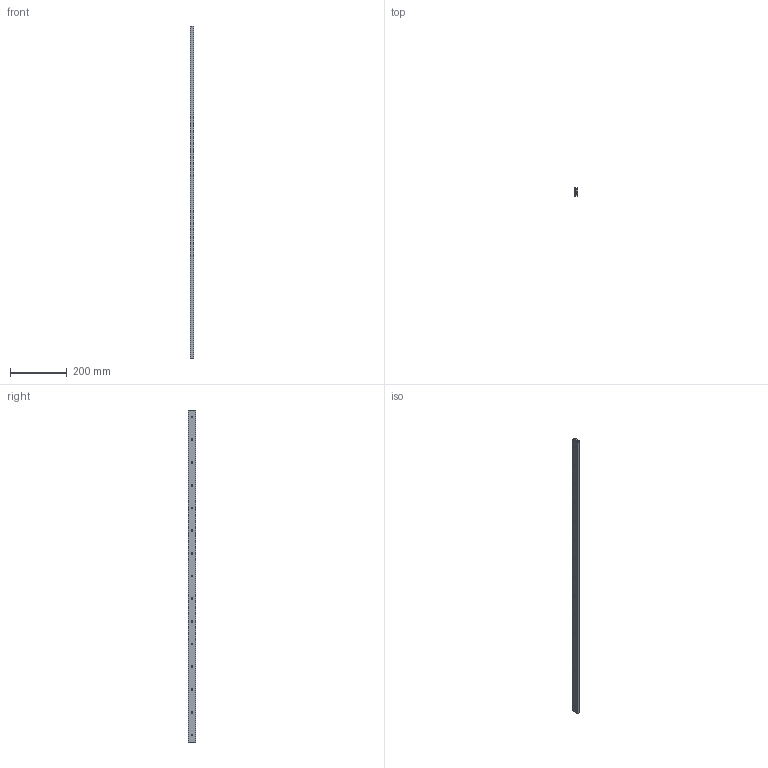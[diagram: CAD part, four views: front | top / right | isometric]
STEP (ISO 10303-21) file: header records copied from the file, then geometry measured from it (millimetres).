
FILE_DESCRIPTION (( 'STEP AP214' ), '1' );
FILE_NAME ('FR 5328_1170mm_46inch_closed.STEP', '2022-10-17T12:13:25', ( '' ), ( '' ), 'SwSTEP 2.0', 'SolidWorks 2020', '' );
FILE_SCHEMA (( 'AUTOMOTIVE_DESIGN' ));
Length unit declared in the file: millimetre
Products named in the file (5): 5328.XXX-01.T091_NL 1170; FR 5328_1170mm_46inch_closed; 5328.XXX-03.T091_NL 1170
Assembly tree (4 placements, depth 3):
  FR 5328_1170mm_46inch_closed
    5328.XXX-01.T091_NL 1170
      5328.XXX-01.T091_NL 1170
    5328.XXX-03.T091_NL 1170
      5328.XXX-03.T091_NL 1170
Bounding box: 13 x 28 x 1170 mm (x, y, z)
Volume: 300768.5 mm3; surface area: 163933.7 mm2
Topology: 2 solids, 2 shells, 170 faces, 438 edges, 272 vertices
Faces by surface type: cylinder 88, cone 60, plane 22
Entity records: 5830 total; most frequent: DIRECTION 1032, CARTESIAN_POINT 889, ORIENTED_EDGE 876, EDGE_CURVE 438, AXIS2_PLACEMENT_3D 415, VERTEX_POINT 272, CIRCLE 236, EDGE_LOOP 230
